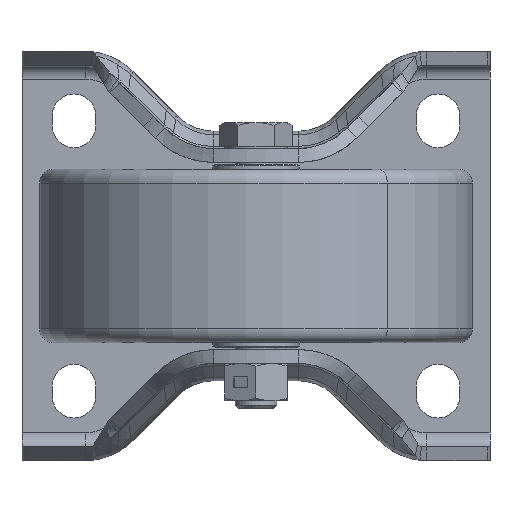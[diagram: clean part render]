
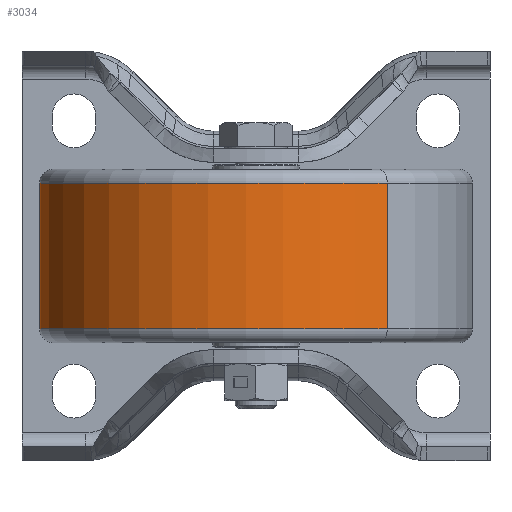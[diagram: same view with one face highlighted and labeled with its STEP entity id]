
A CAD part, front view. The second image highlights one B-rep face of the part: STEP entity #3034.
In plain terms, the highlighted cylindrical face has radius 62.5 mm (diameter 125 mm), a partial arc.
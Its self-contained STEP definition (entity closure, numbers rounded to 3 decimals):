
#1635 = VECTOR ( 'NONE', #20467, 1000. ) ;
#2080 = CARTESIAN_POINT ( 'NONE',  ( 37.864, -157.225, 0. ) ) ;
#2422 = CARTESIAN_POINT ( 'NONE',  ( -37.864, -57.775, -21. ) ) ;
#3034 = ADVANCED_FACE ( 'NONE', ( #25529 ), #20622, .T. ) ;
#3549 = DIRECTION ( 'NONE',  ( 0.606, -0.796, 0. ) ) ;
#3645 = DIRECTION ( 'NONE',  ( 0., 0., -1. ) ) ;
#5201 = CIRCLE ( 'NONE', #27217, 62.5 ) ;
#5532 = AXIS2_PLACEMENT_3D ( 'NONE', #25840, #3645, #3549 ) ;
#6573 = LINE ( 'NONE', #22610, #1635 ) ;
#8107 = DIRECTION ( 'NONE',  ( 0., 0., 1. ) ) ;
#8859 = LINE ( 'NONE', #2080, #10260 ) ;
#9787 = ORIENTED_EDGE ( 'NONE', *, *, #15691, .T. ) ;
#10049 = VERTEX_POINT ( 'NONE', #2422 ) ;
#10260 = VECTOR ( 'NONE', #19968, 1000. ) ;
#10942 = DIRECTION ( 'NONE',  ( 0., 0., -1. ) ) ;
#11009 = AXIS2_PLACEMENT_3D ( 'NONE', #19806, #10942, #12699 ) ;
#12699 = DIRECTION ( 'NONE',  ( -0.606, 0.796, 0. ) ) ;
#12848 = DIRECTION ( 'NONE',  ( -0.606, 0.796, 0. ) ) ;
#13049 = EDGE_LOOP ( 'NONE', ( #15790, #27140, #22114, #9787 ) ) ;
#15691 = EDGE_CURVE ( 'NONE', #10049, #19198, #5201, .T. ) ;
#15790 = ORIENTED_EDGE ( 'NONE', *, *, #20263, .F. ) ;
#16005 = CIRCLE ( 'NONE', #5532, 62.5 ) ;
#16077 = CARTESIAN_POINT ( 'NONE',  ( -37.864, -57.775, 21. ) ) ;
#16271 = CARTESIAN_POINT ( 'NONE',  ( 37.864, -157.225, -21. ) ) ;
#16538 = EDGE_CURVE ( 'NONE', #23924, #21279, #16005, .T. ) ;
#19198 = VERTEX_POINT ( 'NONE', #16271 ) ;
#19246 = CARTESIAN_POINT ( 'NONE',  ( 37.864, -157.225, 21. ) ) ;
#19806 = CARTESIAN_POINT ( 'NONE',  ( 0., -107.5, 0. ) ) ;
#19968 = DIRECTION ( 'NONE',  ( 0., 0., -1. ) ) ;
#20263 = EDGE_CURVE ( 'NONE', #23924, #19198, #8859, .T. ) ;
#20467 = DIRECTION ( 'NONE',  ( 0., 0., -1. ) ) ;
#20622 = CYLINDRICAL_SURFACE ( 'NONE', #11009, 62.5 ) ;
#21279 = VERTEX_POINT ( 'NONE', #16077 ) ;
#21433 = CARTESIAN_POINT ( 'NONE',  ( 0., -107.5, -21. ) ) ;
#21708 = EDGE_CURVE ( 'NONE', #21279, #10049, #6573, .T. ) ;
#22114 = ORIENTED_EDGE ( 'NONE', *, *, #21708, .T. ) ;
#22610 = CARTESIAN_POINT ( 'NONE',  ( -37.864, -57.775, 0. ) ) ;
#23924 = VERTEX_POINT ( 'NONE', #19246 ) ;
#25529 = FACE_OUTER_BOUND ( 'NONE', #13049, .T. ) ;
#25840 = CARTESIAN_POINT ( 'NONE',  ( 0., -107.5, 21. ) ) ;
#27140 = ORIENTED_EDGE ( 'NONE', *, *, #16538, .T. ) ;
#27217 = AXIS2_PLACEMENT_3D ( 'NONE', #21433, #8107, #12848 ) ;
